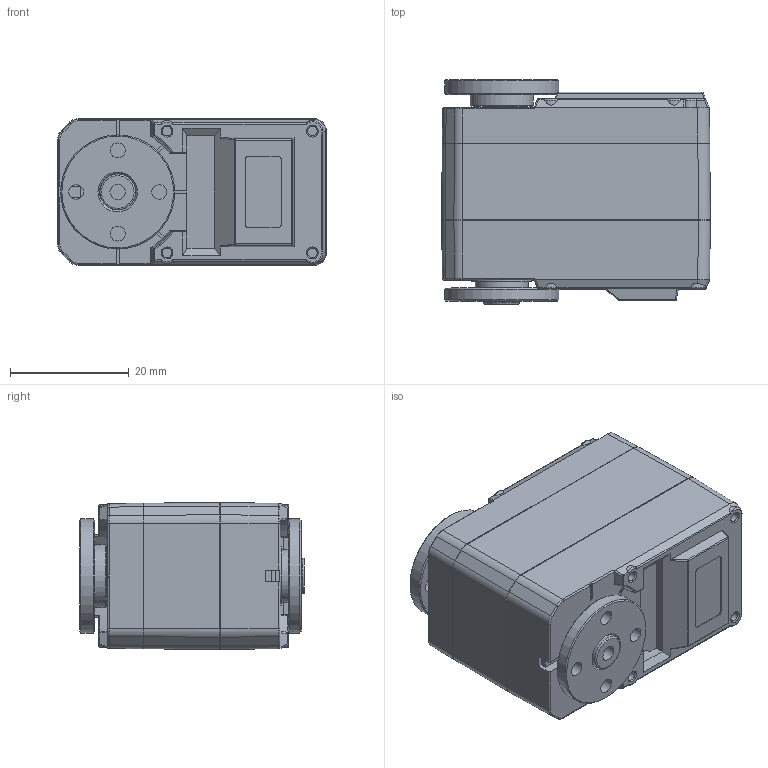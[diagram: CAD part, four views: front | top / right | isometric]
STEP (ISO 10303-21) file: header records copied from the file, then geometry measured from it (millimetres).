
FILE_DESCRIPTION(/* description */ (''),/* implementation_level */ '2;1');
FILE_NAME(/* name */ 'ST3215.step',/* time_stamp */ '2022-06-08T14:17:35+08:00',/* author */ (''),/* organization */ (''),/* preprocessor_version */ 'ST-DEVELOPER v19',/* originating_system */ 'Autodesk Translation Framework v11.7.0.108',/* authorisation */ '');
FILE_SCHEMA (('AUTOMOTIVE_DESIGN { 1 0 10303 214 3 1 1 }'));
Length unit declared in the file: millimetre
Products named in the file (9): SCS215; ZK_122; SG-ZIJI_15; XG-ZIJI_16; MOTOR-1723_3; PCB-CHAZUO_92; GE_27; 金属舵盘（驱动）; 金属舵盘（从动）
Assembly tree (8 placements, depth 2):
  SCS215
    ZK_122
    SG-ZIJI_15
    XG-ZIJI_16
    MOTOR-1723_3
    PCB-CHAZUO_92
    GE_27
    金属舵盘（驱动）
    金属舵盘（从动）
Bounding box: 45.22 x 37.8 x 24.72 mm (x, y, z)
Volume: 42580.4 mm3; surface area: 20036.3 mm2
Topology: 8 solids, 18 shells, 1117 faces, 2993 edges, 1953 vertices
Faces by surface type: cylinder 471, plane 435, bspline 120, cone 48, torus 29, sphere 14
Full cylindrical faces by diameter (mm): 1 x1, 1.2 x1, 1.5 x1, 1.6 x12, 2 x2, 2.2 x7, 2.5 x33, 2.6 x1, 3.2 x1, 3.5 x3, 4 x1, 4.7 x1, 5 x2, 6 x3, 6.05 x1, 6.1 x1, 6.2 x1, 6.5 x2, 8 x1, 8.92 x1, 10 x1, 10.5 x1, 10.6 x1, 13.8 x1, 17.05 x1, 19.2 x2
Entity records: 46220 total; most frequent: CARTESIAN_POINT 18651, ORIENTED_EDGE 5966, DIRECTION 5505, EDGE_CURVE 2983, AXIS2_PLACEMENT_3D 2035, VERTEX_POINT 1953, LINE 1435, VECTOR 1435
